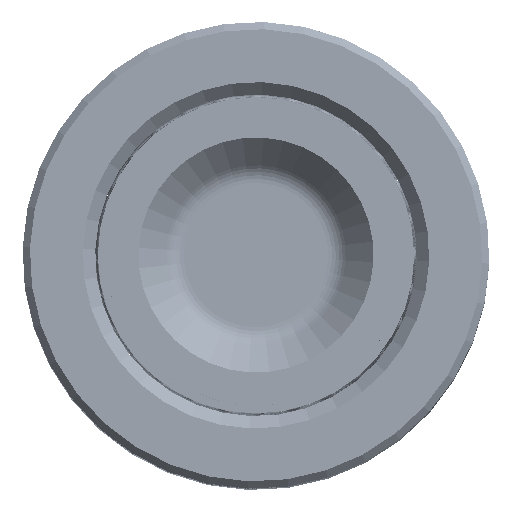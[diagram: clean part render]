
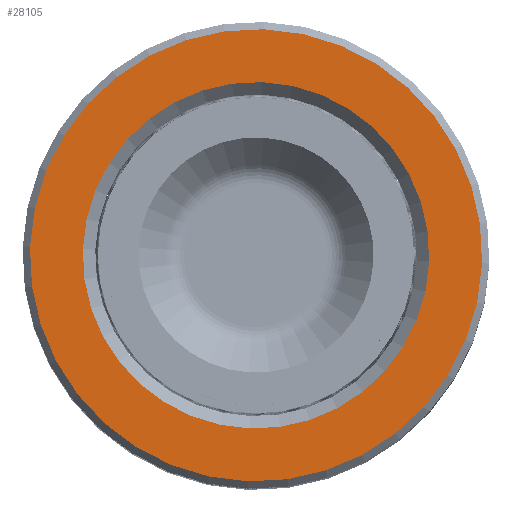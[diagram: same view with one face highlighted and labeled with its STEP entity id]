
A CAD part, top view. The second image highlights one B-rep face of the part: STEP entity #28105.
In plain terms, the highlighted planar face has unit normal (0, 0, 1).
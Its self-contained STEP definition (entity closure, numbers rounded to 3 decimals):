
#547 = DIRECTION ( 'NONE',  ( 0., 0., -1. ) ) ;
#1024 = VERTEX_POINT ( 'NONE', #13602 ) ;
#5188 = DIRECTION ( 'NONE',  ( 1., 0., 0. ) ) ;
#6448 = CIRCLE ( 'NONE', #58524, 21.8 ) ;
#7756 = CARTESIAN_POINT ( 'NONE',  ( 21.8, 0., 80. ) ) ;
#10474 = CARTESIAN_POINT ( 'NONE',  ( 0., 0., 80. ) ) ;
#13602 = CARTESIAN_POINT ( 'NONE',  ( -16.7, 0., 80. ) ) ;
#15276 = DIRECTION ( 'NONE',  ( 1., 0., 0. ) ) ;
#15483 = DIRECTION ( 'NONE',  ( 0., 0., 1. ) ) ;
#16198 = CIRCLE ( 'NONE', #63788, 21.8 ) ;
#18202 = AXIS2_PLACEMENT_3D ( 'NONE', #58130, #31007, #58424 ) ;
#18331 = ORIENTED_EDGE ( 'NONE', *, *, #19395, .T. ) ;
#18805 = DIRECTION ( 'NONE',  ( 1., 0., 0. ) ) ;
#19395 = EDGE_CURVE ( 'NONE', #1024, #62828, #47819, .T. ) ;
#21133 = AXIS2_PLACEMENT_3D ( 'NONE', #52425, #547, #25958 ) ;
#24023 = CARTESIAN_POINT ( 'NONE',  ( -21.8, 0., 80. ) ) ;
#24611 = EDGE_LOOP ( 'NONE', ( #56302, #28686 ) ) ;
#25958 = DIRECTION ( 'NONE',  ( 1., 0., 0. ) ) ;
#26212 = DIRECTION ( 'NONE',  ( 0., 0., 1. ) ) ;
#28105 = ADVANCED_FACE ( 'NONE', ( #55663, #61372 ), #47001, .T. ) ;
#28149 = EDGE_CURVE ( 'NONE', #62828, #1024, #40932, .T. ) ;
#28686 = ORIENTED_EDGE ( 'NONE', *, *, #50630, .T. ) ;
#31007 = DIRECTION ( 'NONE',  ( 0., 0., -1. ) ) ;
#34380 = EDGE_CURVE ( 'NONE', #46261, #66623, #16198, .T. ) ;
#34569 = DIRECTION ( 'NONE',  ( 0., 0., 1. ) ) ;
#36478 = CARTESIAN_POINT ( 'NONE',  ( 0., 0., 80. ) ) ;
#39334 = CARTESIAN_POINT ( 'NONE',  ( 0., 0., 80. ) ) ;
#40932 = CIRCLE ( 'NONE', #18202, 16.7 ) ;
#41092 = EDGE_LOOP ( 'NONE', ( #42903, #18331 ) ) ;
#42903 = ORIENTED_EDGE ( 'NONE', *, *, #28149, .T. ) ;
#46261 = VERTEX_POINT ( 'NONE', #24023 ) ;
#47001 = PLANE ( 'NONE',  #59280 ) ;
#47819 = CIRCLE ( 'NONE', #21133, 16.7 ) ;
#50630 = EDGE_CURVE ( 'NONE', #66623, #46261, #6448, .T. ) ;
#52425 = CARTESIAN_POINT ( 'NONE',  ( 0., 0., 80. ) ) ;
#53008 = CARTESIAN_POINT ( 'NONE',  ( 16.7, 0., 80. ) ) ;
#55663 = FACE_OUTER_BOUND ( 'NONE', #24611, .T. ) ;
#56302 = ORIENTED_EDGE ( 'NONE', *, *, #34380, .T. ) ;
#58130 = CARTESIAN_POINT ( 'NONE',  ( 0., 0., 80. ) ) ;
#58424 = DIRECTION ( 'NONE',  ( 1., 0., 0. ) ) ;
#58524 = AXIS2_PLACEMENT_3D ( 'NONE', #10474, #26212, #15276 ) ;
#59280 = AXIS2_PLACEMENT_3D ( 'NONE', #36478, #15483, #5188 ) ;
#61372 = FACE_BOUND ( 'NONE', #41092, .T. ) ;
#62828 = VERTEX_POINT ( 'NONE', #53008 ) ;
#63788 = AXIS2_PLACEMENT_3D ( 'NONE', #39334, #34569, #18805 ) ;
#66623 = VERTEX_POINT ( 'NONE', #7756 ) ;
